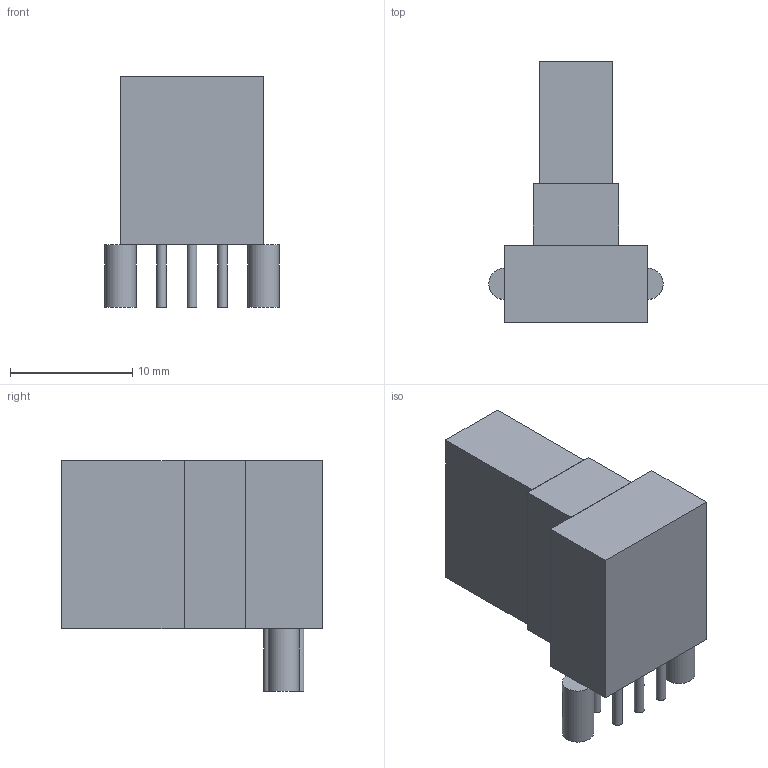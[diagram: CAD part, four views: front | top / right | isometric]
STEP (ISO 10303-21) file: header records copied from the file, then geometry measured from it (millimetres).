
FILE_DESCRIPTION(('FreeCAD Model'),'2;1');
FILE_NAME('841375.1.3.stp','2020-04-09T13:05:42',( 'Author'),(''),'Open CASCADE STEP processor 6.9','FreeCAD','Unknown' );
FILE_SCHEMA(('AUTOMOTIVE_DESIGN { 1 0 10303 214 1 1 1 1 }'));
Length unit declared in the file: millimetre
Products named in the file (3): ASSEMBLY; Body; Leads
Assembly tree (8 placements, depth 2):
  ASSEMBLY
    Body
    Leads  x7
Bounding box: 14.27 x 21.3 x 18.85 mm (x, y, z)
Volume: 2778.7 mm3; surface area: 2806.6 mm2
Topology: 52 solids, 52 shells, 165 faces, 183 edges, 122 vertices
Faces by surface type: plane 116, cylinder 49
Full cylindrical faces by diameter (mm): 0.8 x35, 2.566 x14
Entity records: 1756 total; most frequent: DIRECTION 281, CARTESIAN_POINT 257, LINE 143, VECTOR 143, ORIENTED_EDGE 114, PCURVE 114, DEFINITIONAL_REPRESENTATION 114, AXIS2_PLACEMENT_3D 62
